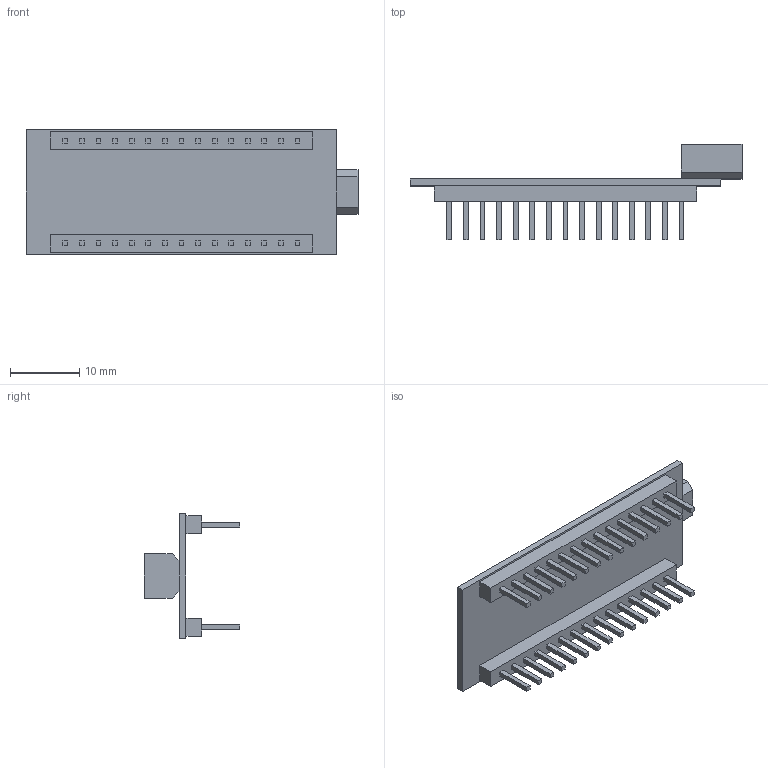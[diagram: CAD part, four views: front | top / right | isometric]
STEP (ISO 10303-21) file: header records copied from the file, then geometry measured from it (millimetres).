
FILE_DESCRIPTION(('FreeCAD Model'),'2;1');
FILE_NAME('Open CASCADE Shape Model','2022-07-05T02:37:31',(''),(''), 'Open CASCADE STEP processor 7.6','FreeCAD','Unknown');
FILE_SCHEMA(('AUTOMOTIVE_DESIGN { 1 0 10303 214 1 1 1 1 }'));
Length unit declared in the file: millimetre
Products named in the file (1): Fusion
Bounding box: 48.04 x 13.75 x 18 mm (x, y, z)
Volume: 1485.2 mm3; surface area: 2896.3 mm2
Topology: 1 solids, 1 shells, 179 faces, 430 edges, 286 vertices
Faces by surface type: plane 179
Entity records: 5110 total; most frequent: CARTESIAN_POINT 896, ORIENTED_EDGE 860, DIRECTION 790, EDGE_CURVE 430, LINE 430, VECTOR 430, VERTEX_POINT 286, FACE_BOUND 212
